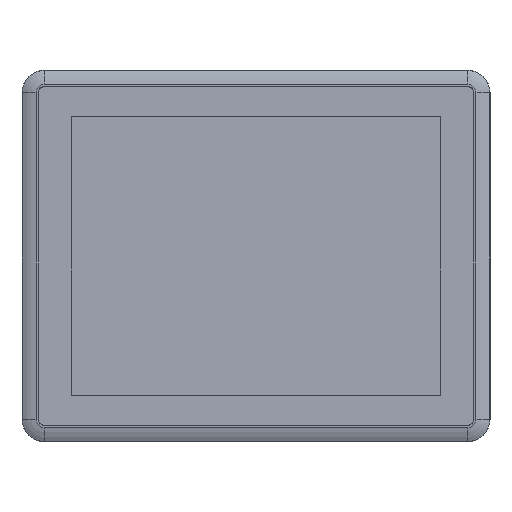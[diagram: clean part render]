
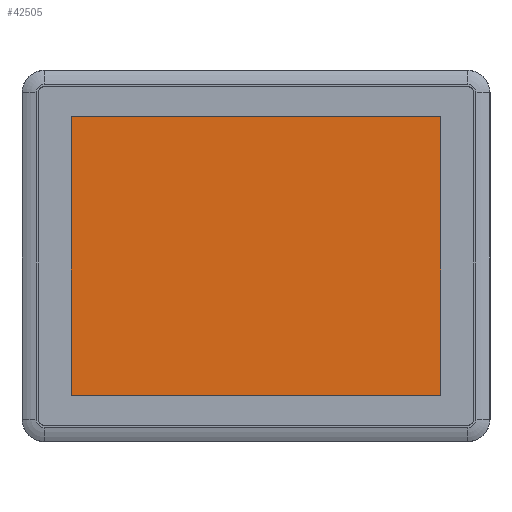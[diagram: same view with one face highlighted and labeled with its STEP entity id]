
A CAD part, top view. The second image highlights one B-rep face of the part: STEP entity #42505.
In plain terms, the highlighted planar face has unit normal (0, 0, 1).
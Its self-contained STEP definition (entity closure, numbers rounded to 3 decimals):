
#1167 = DIRECTION ( 'NONE',  ( -1., 0., 0. ) ) ;
#2602 = CARTESIAN_POINT ( 'NONE',  ( 124.4, -93.7, 12.8 ) ) ;
#3639 = EDGE_CURVE ( 'NONE', #41543, #10776, #44431, .T. ) ;
#4023 = CARTESIAN_POINT ( 'NONE',  ( 124.4, -93.7, 12.8 ) ) ;
#4247 = CARTESIAN_POINT ( 'NONE',  ( -124.4, -93.7, 12.8 ) ) ;
#5063 = CARTESIAN_POINT ( 'NONE',  ( 0., 0., 12.8 ) ) ;
#5670 = EDGE_CURVE ( 'NONE', #10776, #27816, #48916, .T. ) ;
#6585 = ORIENTED_EDGE ( 'NONE', *, *, #3639, .T. ) ;
#10776 = VERTEX_POINT ( 'NONE', #2602 ) ;
#11412 = DIRECTION ( 'NONE',  ( -1., 0., 0. ) ) ;
#13958 = EDGE_CURVE ( 'NONE', #38550, #41543, #25693, .T. ) ;
#14592 = FACE_OUTER_BOUND ( 'NONE', #31328, .T. ) ;
#15544 = LINE ( 'NONE', #28975, #24803 ) ;
#16720 = DIRECTION ( 'NONE',  ( 1., 0., 0. ) ) ;
#17043 = VECTOR ( 'NONE', #21205, 1000. ) ;
#18711 = ORIENTED_EDGE ( 'NONE', *, *, #13958, .T. ) ;
#21205 = DIRECTION ( 'NONE',  ( 0., 1., 0. ) ) ;
#21674 = CARTESIAN_POINT ( 'NONE',  ( 124.4, 93.7, 12.8 ) ) ;
#21895 = CARTESIAN_POINT ( 'NONE',  ( 124.4, -93.7, 12.8 ) ) ;
#24803 = VECTOR ( 'NONE', #1167, 1000. ) ;
#25693 = LINE ( 'NONE', #4247, #41096 ) ;
#26524 = PLANE ( 'NONE',  #28178 ) ;
#27816 = VERTEX_POINT ( 'NONE', #21674 ) ;
#28178 = AXIS2_PLACEMENT_3D ( 'NONE', #5063, #32857, #11412 ) ;
#28975 = CARTESIAN_POINT ( 'NONE',  ( 124.4, 93.7, 12.8 ) ) ;
#31328 = EDGE_LOOP ( 'NONE', ( #48267, #35128, #18711, #6585 ) ) ;
#32013 = DIRECTION ( 'NONE',  ( 0., -1., 0. ) ) ;
#32857 = DIRECTION ( 'NONE',  ( 0., 0., 1. ) ) ;
#35128 = ORIENTED_EDGE ( 'NONE', *, *, #43102, .T. ) ;
#35630 = CARTESIAN_POINT ( 'NONE',  ( -124.4, -93.7, 12.8 ) ) ;
#38550 = VERTEX_POINT ( 'NONE', #47230 ) ;
#41096 = VECTOR ( 'NONE', #32013, 1000. ) ;
#41543 = VERTEX_POINT ( 'NONE', #35630 ) ;
#42505 = ADVANCED_FACE ( 'NONE', ( #14592 ), #26524, .T. ) ;
#43102 = EDGE_CURVE ( 'NONE', #27816, #38550, #15544, .T. ) ;
#44431 = LINE ( 'NONE', #4023, #44787 ) ;
#44787 = VECTOR ( 'NONE', #16720, 1000. ) ;
#47230 = CARTESIAN_POINT ( 'NONE',  ( -124.4, 93.7, 12.8 ) ) ;
#48267 = ORIENTED_EDGE ( 'NONE', *, *, #5670, .T. ) ;
#48916 = LINE ( 'NONE', #21895, #17043 ) ;
